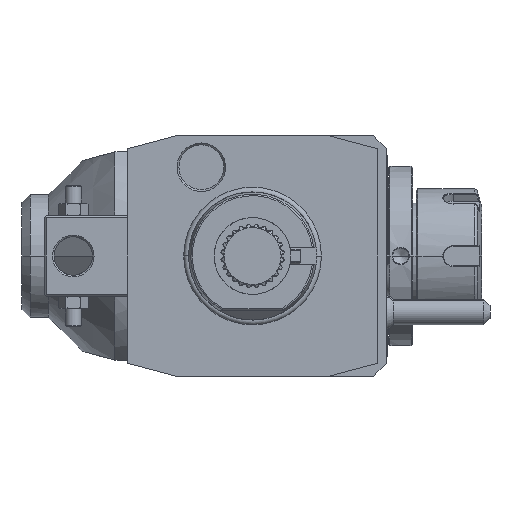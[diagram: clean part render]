
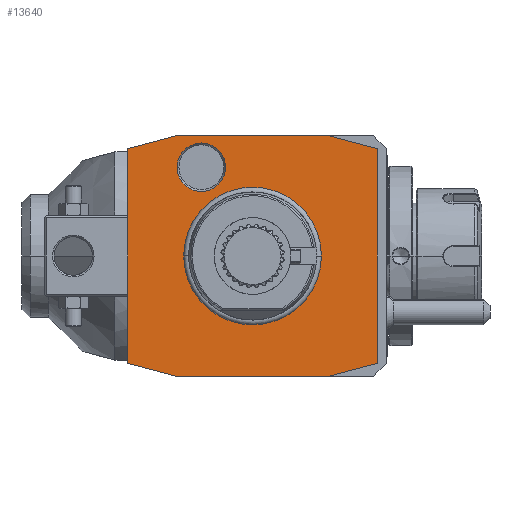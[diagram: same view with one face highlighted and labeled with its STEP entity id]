
A CAD part, front view. The second image highlights one B-rep face of the part: STEP entity #13640.
In plain terms, the highlighted planar face has unit normal (0, -1, 0).
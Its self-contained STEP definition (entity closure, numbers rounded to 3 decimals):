
#1=DIRECTION('',(0.966,0.,-0.259));
#2=VECTOR('',#1,15.529);
#3=CARTESIAN_POINT('',(-39.,0.,-33.481));
#4=LINE('',#3,#2);
#5=DIRECTION('',(0.,0.,-1.));
#6=VECTOR('',#5,66.962);
#7=CARTESIAN_POINT('',(-39.,0.,33.481));
#8=LINE('',#7,#6);
#9=DIRECTION('',(-0.966,0.,-0.259));
#10=VECTOR('',#9,15.529);
#11=CARTESIAN_POINT('',(-24.,0.,37.5));
#12=LINE('',#11,#10);
#13=DIRECTION('',(-1.,0.,0.));
#14=VECTOR('',#13,48.);
#15=CARTESIAN_POINT('',(24.,0.,37.5));
#16=LINE('',#15,#14);
#17=DIRECTION('',(-0.966,0.,0.259));
#18=VECTOR('',#17,15.529);
#19=CARTESIAN_POINT('',(39.,0.,33.481));
#20=LINE('',#19,#18);
#21=DIRECTION('',(0.,0.,1.));
#22=VECTOR('',#21,66.962);
#23=CARTESIAN_POINT('',(39.,0.,-33.481));
#24=LINE('',#23,#22);
#25=DIRECTION('',(0.966,0.,0.259));
#26=VECTOR('',#25,15.529);
#27=CARTESIAN_POINT('',(24.,0.,-37.5));
#28=LINE('',#27,#26);
#29=DIRECTION('',(1.,0.,0.));
#30=VECTOR('',#29,48.);
#31=CARTESIAN_POINT('',(-24.,0.,-37.5));
#32=LINE('',#31,#30);
#33=CARTESIAN_POINT('',(-16.,0.,27.713));
#34=DIRECTION('',(0.,1.,0.));
#35=DIRECTION('',(-1.,0.,0.));
#36=AXIS2_PLACEMENT_3D('',#33,#34,#35);
#38=CARTESIAN_POINT('',(-16.,0.,27.713));
#39=DIRECTION('',(0.,1.,0.));
#40=DIRECTION('',(1.,0.,0.));
#41=AXIS2_PLACEMENT_3D('',#38,#39,#40);
#7385=CARTESIAN_POINT('',(0.,0.,0.));
#7386=DIRECTION('',(0.,1.,0.));
#7387=DIRECTION('',(-1.,0.,0.));
#7388=AXIS2_PLACEMENT_3D('',#7385,#7386,#7387);
#7390=CARTESIAN_POINT('',(0.,0.,0.));
#7391=DIRECTION('',(0.,1.,0.));
#7392=DIRECTION('',(1.,0.,0.));
#7393=AXIS2_PLACEMENT_3D('',#7390,#7391,#7392);
#12258=CARTESIAN_POINT('',(-23.577,0.,
27.713));
#12259=CARTESIAN_POINT('',(-8.423,0.,
27.713));
#12260=VERTEX_POINT('',#12258);
#12261=VERTEX_POINT('',#12259);
#13190=CARTESIAN_POINT('',(-39.,0.,-33.481));
#13191=CARTESIAN_POINT('',(-24.,0.,-37.5));
#13192=VERTEX_POINT('',#13190);
#13193=VERTEX_POINT('',#13191);
#13194=CARTESIAN_POINT('',(24.,0.,-37.5));
#13195=VERTEX_POINT('',#13194);
#13196=CARTESIAN_POINT('',(39.,0.,-33.481));
#13197=VERTEX_POINT('',#13196);
#13198=CARTESIAN_POINT('',(39.,0.,33.481));
#13199=VERTEX_POINT('',#13198);
#13200=CARTESIAN_POINT('',(24.,0.,37.5));
#13201=VERTEX_POINT('',#13200);
#13202=CARTESIAN_POINT('',(-24.,0.,37.5));
#13203=VERTEX_POINT('',#13202);
#13204=CARTESIAN_POINT('',(-39.,0.,33.481));
#13205=VERTEX_POINT('',#13204);
#13471=CARTESIAN_POINT('',(-21.137,0.,0.));
#13472=CARTESIAN_POINT('',(21.137,0.,0.));
#13473=VERTEX_POINT('',#13471);
#13474=VERTEX_POINT('',#13472);
#13605=CARTESIAN_POINT('',(0.,0.,0.));
#13606=DIRECTION('',(0.,-1.,0.));
#13607=DIRECTION('',(-1.,0.,0.));
#13608=AXIS2_PLACEMENT_3D('',#13605,#13606,#13607);
#13609=PLANE('',#13608);
#13611=ORIENTED_EDGE('',*,*,#13610,.F.);
#13613=ORIENTED_EDGE('',*,*,#13612,.F.);
#13615=ORIENTED_EDGE('',*,*,#13614,.F.);
#13617=ORIENTED_EDGE('',*,*,#13616,.F.);
#13619=ORIENTED_EDGE('',*,*,#13618,.F.);
#13621=ORIENTED_EDGE('',*,*,#13620,.F.);
#13623=ORIENTED_EDGE('',*,*,#13622,.F.);
#13625=ORIENTED_EDGE('',*,*,#13624,.F.);
#13626=EDGE_LOOP('',(#13611,#13613,#13615,#13617,#13619,#13621,#13623,#13625));
#13627=FACE_OUTER_BOUND('',#13626,.F.);
#13629=ORIENTED_EDGE('',*,*,#13628,.F.);
#13631=ORIENTED_EDGE('',*,*,#13630,.F.);
#13632=EDGE_LOOP('',(#13629,#13631));
#13633=FACE_BOUND('',#13632,.F.);
#13635=ORIENTED_EDGE('',*,*,#13634,.F.);
#13637=ORIENTED_EDGE('',*,*,#13636,.F.);
#13638=EDGE_LOOP('',(#13635,#13637));
#13639=FACE_BOUND('',#13638,.F.);
#37=CIRCLE('',#36,7.577);
#42=CIRCLE('',#41,7.577);
#7389=CIRCLE('',#7388,21.137);
#7394=CIRCLE('',#7393,21.137);
#13610=EDGE_CURVE('',#13192,#13193,#4,.T.);
#13612=EDGE_CURVE('',#13205,#13192,#8,.T.);
#13614=EDGE_CURVE('',#13203,#13205,#12,.T.);
#13616=EDGE_CURVE('',#13201,#13203,#16,.T.);
#13618=EDGE_CURVE('',#13199,#13201,#20,.T.);
#13620=EDGE_CURVE('',#13197,#13199,#24,.T.);
#13622=EDGE_CURVE('',#13195,#13197,#28,.T.);
#13624=EDGE_CURVE('',#13193,#13195,#32,.T.);
#13628=EDGE_CURVE('',#13473,#13474,#7389,.T.);
#13630=EDGE_CURVE('',#13474,#13473,#7394,.T.);
#13634=EDGE_CURVE('',#12260,#12261,#37,.T.);
#13636=EDGE_CURVE('',#12261,#12260,#42,.T.);
#13640=ADVANCED_FACE('',(#13627,#13633,#13639),#13609,.T.);
